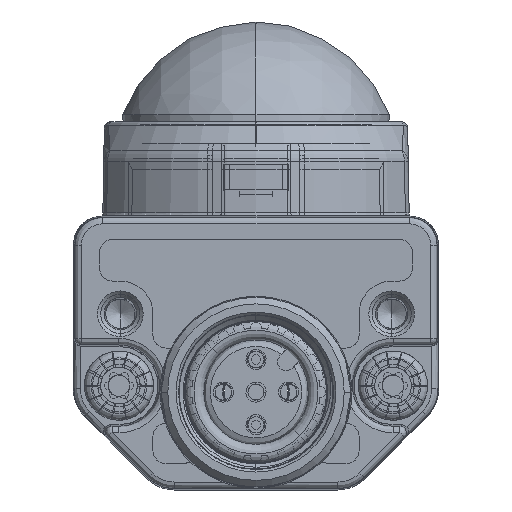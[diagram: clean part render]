
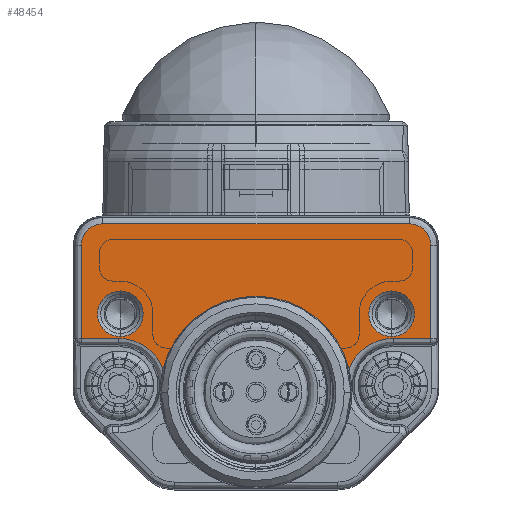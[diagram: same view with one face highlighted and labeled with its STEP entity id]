
A CAD part, left-side view. The second image highlights one B-rep face of the part: STEP entity #48454.
In plain terms, the highlighted face is planar.
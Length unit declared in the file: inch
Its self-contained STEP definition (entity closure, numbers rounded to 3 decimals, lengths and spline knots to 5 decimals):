
#43413=CARTESIAN_POINT('',(13.,13.5,10.3923));
#43414=DIRECTION('',(-1.,0.,0.));
#43415=DIRECTION('',(0.,1.,0.));
#43416=AXIS2_PLACEMENT_3D('',#43413,#43414,#43415);
#43418=CARTESIAN_POINT('',(13.,13.5,10.3923));
#43419=DIRECTION('',(-1.,0.,0.));
#43420=DIRECTION('',(0.,-1.,0.));
#43421=AXIS2_PLACEMENT_3D('',#43418,#43419,#43420);
#43423=CARTESIAN_POINT('',(13.,13.5,-10.3923));
#43424=DIRECTION('',(-1.,0.,0.));
#43425=DIRECTION('',(0.,-1.,0.));
#43426=AXIS2_PLACEMENT_3D('',#43423,#43424,#43425);
#43428=CARTESIAN_POINT('',(13.,13.5,-10.3923));
#43429=DIRECTION('',(-1.,0.,0.));
#43430=DIRECTION('',(0.,1.,0.));
#43431=AXIS2_PLACEMENT_3D('',#43428,#43429,#43430);
#43433=CARTESIAN_POINT('',(13.,8.,-10.5));
#43434=DIRECTION('',(-1.,0.,0.));
#43435=DIRECTION('',(0.,0.359,0.933));
#43436=AXIS2_PLACEMENT_3D('',#43433,#43434,#43435);
#43438=CARTESIAN_POINT('',(13.,7.5,0.));
#43439=DIRECTION('',(1.,0.,0.));
#43440=DIRECTION('',(0.,0.244,-0.97));
#43441=AXIS2_PLACEMENT_3D('',#43438,#43439,#43440);
#43443=CARTESIAN_POINT('',(13.,8.,10.5));
#43444=DIRECTION('',(-1.,0.,0.));
#43445=DIRECTION('',(0.,1.,0.));
#43446=AXIS2_PLACEMENT_3D('',#43443,#43444,#43445);
#43448=DIRECTION('',(0.,0.,-1.));
#43449=VECTOR('',#43448,2.8909);
#43450=CARTESIAN_POINT('',(13.,11.61353,13.3909));
#43451=LINE('',#43450,#43449);
#43452=DIRECTION('',(0.,-1.,0.));
#43453=VECTOR('',#43452,7.13647);
#43454=CARTESIAN_POINT('',(13.,18.75,13.3909));
#43455=LINE('',#43454,#43453);
#43456=CARTESIAN_POINT('',(13.,18.75,11.75));
#43457=DIRECTION('',(1.,0.,0.));
#43458=DIRECTION('',(0.,1.,0.));
#43459=AXIS2_PLACEMENT_3D('',#43456,#43457,#43458);
#43461=DIRECTION('',(0.,0.,1.));
#43462=VECTOR('',#43461,23.5);
#43463=CARTESIAN_POINT('',(13.,20.3909,-11.75));
#43464=LINE('',#43463,#43462);
#43465=CARTESIAN_POINT('',(13.,18.75,-11.75));
#43466=DIRECTION('',(1.,0.,0.));
#43467=DIRECTION('',(0.,0.,-1.));
#43468=AXIS2_PLACEMENT_3D('',#43465,#43466,#43467);
#43470=DIRECTION('',(0.,1.,0.));
#43471=VECTOR('',#43470,7.13647);
#43472=CARTESIAN_POINT('',(13.,11.61353,-13.3909));
#43473=LINE('',#43472,#43471);
#43474=DIRECTION('',(0.,0.,-1.));
#43475=VECTOR('',#43474,2.8909);
#43476=CARTESIAN_POINT('',(13.,11.61353,-10.5));
#43477=LINE('',#43476,#43475);
#43654=CARTESIAN_POINT('',(13.,9.29654,-7.1271));
#43722=CARTESIAN_POINT('',(13.,9.29654,7.12711));
#47732=VERTEX_POINT('',#43654);
#47733=VERTEX_POINT('',#43722);
#47798=CARTESIAN_POINT('',(13.,20.3909,11.75));
#47799=CARTESIAN_POINT('',(13.,18.75,13.3909));
#47800=VERTEX_POINT('',#47798);
#47801=VERTEX_POINT('',#47799);
#47806=CARTESIAN_POINT('',(13.,20.3909,-11.75));
#47807=VERTEX_POINT('',#47806);
#47810=CARTESIAN_POINT('',(13.,18.75,-13.3909));
#47811=VERTEX_POINT('',#47810);
#47838=CARTESIAN_POINT('',(13.,15.25,10.3923));
#47839=CARTESIAN_POINT('',(13.,11.75,10.3923));
#47840=VERTEX_POINT('',#47838);
#47841=VERTEX_POINT('',#47839);
#47842=CARTESIAN_POINT('',(13.,11.75,-10.3923));
#47843=CARTESIAN_POINT('',(13.,15.25,-10.3923));
#47844=VERTEX_POINT('',#47842);
#47845=VERTEX_POINT('',#47843);
#47846=CARTESIAN_POINT('',(13.,11.61353,-10.5));
#47847=VERTEX_POINT('',#47846);
#47848=CARTESIAN_POINT('',(13.,11.61353,-13.3909));
#47849=VERTEX_POINT('',#47848);
#47884=CARTESIAN_POINT('',(13.,11.61353,10.5));
#47885=VERTEX_POINT('',#47884);
#47886=CARTESIAN_POINT('',(13.,11.61353,13.3909));
#47887=VERTEX_POINT('',#47886);
#48415=CARTESIAN_POINT('',(13.,0.,0.));
#48416=DIRECTION('',(1.,0.,0.));
#48417=DIRECTION('',(0.,0.,-1.));
#48418=AXIS2_PLACEMENT_3D('',#48415,#48416,#48417);
#48419=PLANE('',#48418);
#48421=ORIENTED_EDGE('',*,*,#48420,.F.);
#48423=ORIENTED_EDGE('',*,*,#48422,.T.);
#48425=ORIENTED_EDGE('',*,*,#48424,.F.);
#48427=ORIENTED_EDGE('',*,*,#48426,.F.);
#48429=ORIENTED_EDGE('',*,*,#48428,.F.);
#48431=ORIENTED_EDGE('',*,*,#48430,.F.);
#48433=ORIENTED_EDGE('',*,*,#48432,.F.);
#48435=ORIENTED_EDGE('',*,*,#48434,.F.);
#48437=ORIENTED_EDGE('',*,*,#48436,.F.);
#48439=ORIENTED_EDGE('',*,*,#48438,.F.);
#48440=EDGE_LOOP('',(#48421,#48423,#48425,#48427,#48429,#48431,#48433,#48435,
#48437,#48439));
#48441=FACE_OUTER_BOUND('',#48440,.F.);
#48443=ORIENTED_EDGE('',*,*,#48442,.F.);
#48445=ORIENTED_EDGE('',*,*,#48444,.F.);
#48446=EDGE_LOOP('',(#48443,#48445));
#48447=FACE_BOUND('',#48446,.F.);
#48449=ORIENTED_EDGE('',*,*,#48448,.F.);
#48451=ORIENTED_EDGE('',*,*,#48450,.F.);
#48452=EDGE_LOOP('',(#48449,#48451));
#48453=FACE_BOUND('',#48452,.F.);
#48454=ADVANCED_FACE('',(#48441,#48447,#48453),#48419,.T.);
#43417=CIRCLE('',#43416,1.75);
#43422=CIRCLE('',#43421,1.75);
#43427=CIRCLE('',#43426,1.75);
#43432=CIRCLE('',#43431,1.75);
#43437=CIRCLE('',#43436,3.61353);
#43442=CIRCLE('',#43441,7.35);
#43447=CIRCLE('',#43446,3.61353);
#43460=CIRCLE('',#43459,1.6409);
#43469=CIRCLE('',#43468,1.6409);
#48420=EDGE_CURVE('',#47732,#47847,#43437,.T.);
#48422=EDGE_CURVE('',#47732,#47733,#43442,.T.);
#48424=EDGE_CURVE('',#47885,#47733,#43447,.T.);
#48426=EDGE_CURVE('',#47887,#47885,#43451,.T.);
#48428=EDGE_CURVE('',#47801,#47887,#43455,.T.);
#48430=EDGE_CURVE('',#47800,#47801,#43460,.T.);
#48432=EDGE_CURVE('',#47807,#47800,#43464,.T.);
#48434=EDGE_CURVE('',#47811,#47807,#43469,.T.);
#48436=EDGE_CURVE('',#47849,#47811,#43473,.T.);
#48438=EDGE_CURVE('',#47847,#47849,#43477,.T.);
#48442=EDGE_CURVE('',#47840,#47841,#43417,.T.);
#48444=EDGE_CURVE('',#47841,#47840,#43422,.T.);
#48448=EDGE_CURVE('',#47844,#47845,#43427,.T.);
#48450=EDGE_CURVE('',#47845,#47844,#43432,.T.);
